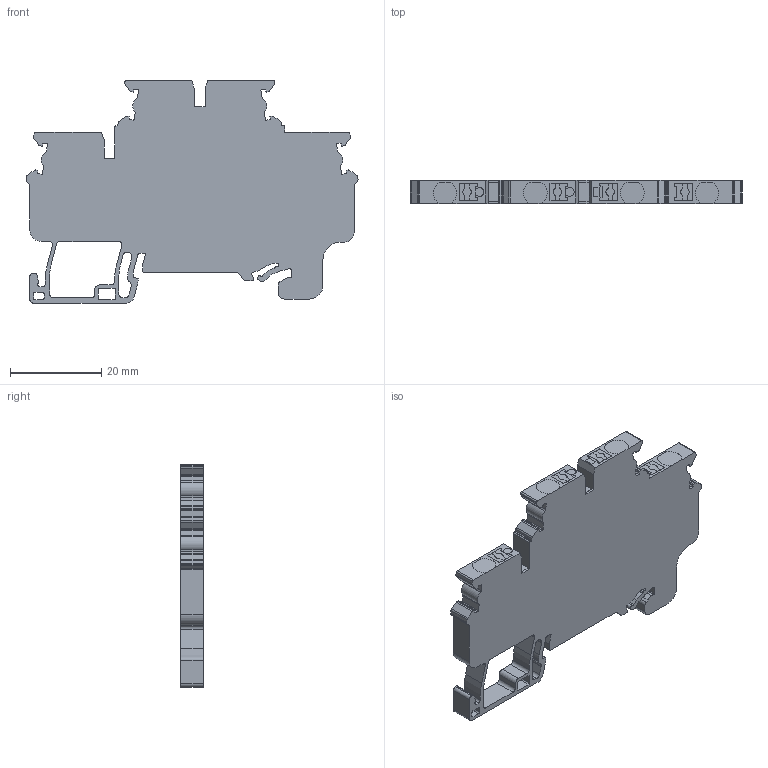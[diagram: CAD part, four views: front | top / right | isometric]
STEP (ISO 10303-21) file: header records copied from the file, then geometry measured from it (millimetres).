
FILE_DESCRIPTION(/* description */ ('Unknown'),/* implementation_level */ '2;1');
FILE_NAME(/* name */ 'CPDL2.5(I.S)',/* time_stamp */ '2018-07-30T14:27:37+06:00',/* author */ ('Unknown'),/* organization */ ('Unknown'),/* preprocessor_version */ 'ST-DEVELOPER v16.7',/* originating_system */ 'DEX',/* authorisation */ $);
FILE_SCHEMA (('AP203_CONFIGURATION_CONTROLLED_3D_DESIGN_OF_MECHANICAL_PARTS_AND_ASSEMBLIES_MIM_LF { 1 0 10303 203 3 1 4 }','AUTOMOTIVE_DESIGN {1 0 10303 214 3 1 1}'));
Length unit declared in the file: millimetre
Products named in the file (1): CPDL2.5(I.S)
Bounding box: 72.7 x 5 x 48.7 mm (x, y, z)
Volume: 11925.2 mm3; surface area: 6912.9 mm2
Topology: 1 solids, 1 shells, 396 faces, 1165 edges, 776 vertices
Faces by surface type: plane 220, cylinder 176
Entity records: 16058 total; most frequent: CARTESIAN_POINT 2338, ORIENTED_EDGE 2330, DIRECTION 2311, EDGE_CURVE 1165, LINE 813, VECTOR 813, VERTEX_POINT 776, AXIS2_PLACEMENT_3D 749
